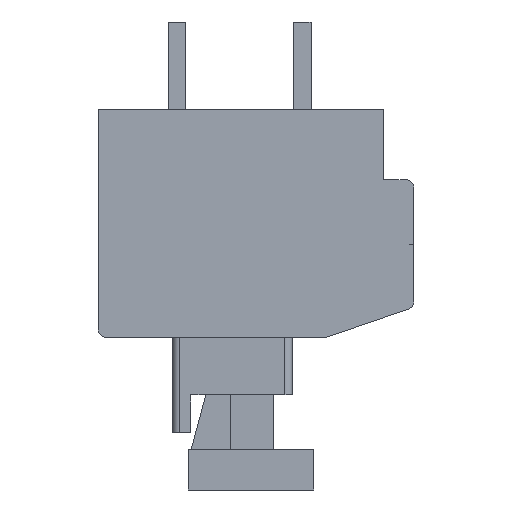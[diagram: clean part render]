
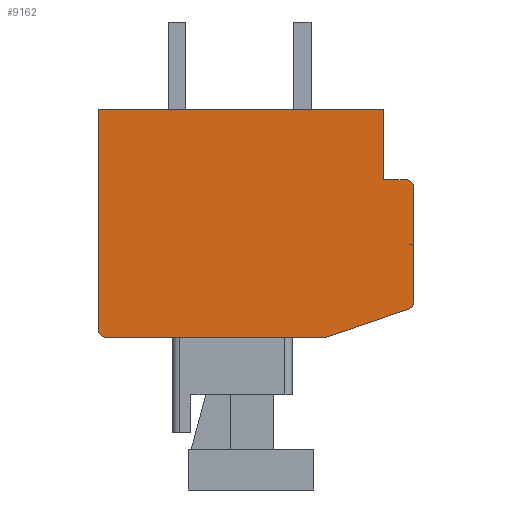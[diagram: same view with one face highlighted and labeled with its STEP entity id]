
A CAD part, front view. The second image highlights one B-rep face of the part: STEP entity #9162.
In plain terms, the highlighted planar face has unit normal (0, -1, 0).
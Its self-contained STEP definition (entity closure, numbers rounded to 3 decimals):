
#1=CARTESIAN_POINT('',(6.,-62.8,-3.136));
#2=DIRECTION('',(0.,-1.,0.));
#3=DIRECTION('',(0.324,0.,-0.946));
#4=AXIS2_PLACEMENT_3D('',#1,#2,#3);
#6=DIRECTION('',(-0.946,0.,-0.324));
#7=VECTOR('',#6,3.486);
#8=CARTESIAN_POINT('',(6.097,-62.8,-3.419));
#9=LINE('',#8,#7);
#10=DIRECTION('',(-1.,0.,0.));
#11=VECTOR('',#10,8.8);
#12=CARTESIAN_POINT('',(2.8,-62.8,-4.55));
#13=LINE('',#12,#11);
#14=CARTESIAN_POINT('',(-6.,-62.8,-4.25));
#15=DIRECTION('',(0.,-1.,0.));
#16=DIRECTION('',(-1.,0.,0.));
#17=AXIS2_PLACEMENT_3D('',#14,#15,#16);
#19=DIRECTION('',(0.,0.,1.));
#20=VECTOR('',#19,8.8);
#21=CARTESIAN_POINT('',(-6.3,-62.8,-4.25));
#22=LINE('',#21,#20);
#23=DIRECTION('',(1.,0.,0.));
#24=VECTOR('',#23,11.4);
#25=CARTESIAN_POINT('',(-6.3,-62.8,4.55));
#26=LINE('',#25,#24);
#27=DIRECTION('',(0.,0.,-1.));
#28=VECTOR('',#27,2.8);
#29=CARTESIAN_POINT('',(5.1,-62.8,4.55));
#30=LINE('',#29,#28);
#31=DIRECTION('',(1.,0.,0.));
#32=VECTOR('',#31,0.9);
#33=CARTESIAN_POINT('',(5.1,-62.8,1.75));
#34=LINE('',#33,#32);
#35=CARTESIAN_POINT('',(6.,-62.8,1.45));
#36=DIRECTION('',(0.,-1.,0.));
#37=DIRECTION('',(1.,0.,0.));
#38=AXIS2_PLACEMENT_3D('',#35,#36,#37);
#40=DIRECTION('',(0.,0.,-1.));
#41=VECTOR('',#40,4.586);
#42=CARTESIAN_POINT('',(6.3,-62.8,1.45));
#43=LINE('',#42,#41);
#6983=CARTESIAN_POINT('',(-6.3,-62.8,4.55));
#6984=CARTESIAN_POINT('',(5.1,-62.8,4.55));
#6985=VERTEX_POINT('',#6983);
#6986=VERTEX_POINT('',#6984);
#6987=CARTESIAN_POINT('',(5.1,-62.8,1.75));
#6988=VERTEX_POINT('',#6987);
#6989=CARTESIAN_POINT('',(6.097,-62.8,-3.419));
#6990=CARTESIAN_POINT('',(6.3,-62.8,-3.136));
#6991=VERTEX_POINT('',#6989);
#6992=VERTEX_POINT('',#6990);
#6993=CARTESIAN_POINT('',(6.3,-62.8,1.45));
#6994=CARTESIAN_POINT('',(6.,-62.8,1.75));
#6995=VERTEX_POINT('',#6993);
#6996=VERTEX_POINT('',#6994);
#6997=CARTESIAN_POINT('',(-6.3,-62.8,-4.25));
#6998=CARTESIAN_POINT('',(-6.,-62.8,-4.55));
#6999=VERTEX_POINT('',#6997);
#7000=VERTEX_POINT('',#6998);
#7001=CARTESIAN_POINT('',(2.8,-62.8,-4.55));
#7002=VERTEX_POINT('',#7001);
#9135=CARTESIAN_POINT('',(0.,-62.8,0.));
#9136=DIRECTION('',(0.,1.,0.));
#9137=DIRECTION('',(1.,0.,0.));
#9138=AXIS2_PLACEMENT_3D('',#9135,#9136,#9137);
#9139=PLANE('',#9138);
#9141=ORIENTED_EDGE('',*,*,#9140,.F.);
#9143=ORIENTED_EDGE('',*,*,#9142,.T.);
#9145=ORIENTED_EDGE('',*,*,#9144,.T.);
#9147=ORIENTED_EDGE('',*,*,#9146,.F.);
#9149=ORIENTED_EDGE('',*,*,#9148,.T.);
#9151=ORIENTED_EDGE('',*,*,#9150,.T.);
#9153=ORIENTED_EDGE('',*,*,#9152,.T.);
#9155=ORIENTED_EDGE('',*,*,#9154,.T.);
#9157=ORIENTED_EDGE('',*,*,#9156,.F.);
#9159=ORIENTED_EDGE('',*,*,#9158,.T.);
#9160=EDGE_LOOP('',(#9141,#9143,#9145,#9147,#9149,#9151,#9153,#9155,#9157,
#9159));
#9161=FACE_OUTER_BOUND('',#9160,.F.);
#9162=ADVANCED_FACE('',(#9161),#9139,.F.);
#5=CIRCLE('',#4,0.3);
#18=CIRCLE('',#17,0.3);
#39=CIRCLE('',#38,0.3);
#9140=EDGE_CURVE('',#6991,#6992,#5,.T.);
#9142=EDGE_CURVE('',#6991,#7002,#9,.T.);
#9144=EDGE_CURVE('',#7002,#7000,#13,.T.);
#9146=EDGE_CURVE('',#6999,#7000,#18,.T.);
#9148=EDGE_CURVE('',#6999,#6985,#22,.T.);
#9150=EDGE_CURVE('',#6985,#6986,#26,.T.);
#9152=EDGE_CURVE('',#6986,#6988,#30,.T.);
#9154=EDGE_CURVE('',#6988,#6996,#34,.T.);
#9156=EDGE_CURVE('',#6995,#6996,#39,.T.);
#9158=EDGE_CURVE('',#6995,#6992,#43,.T.);
